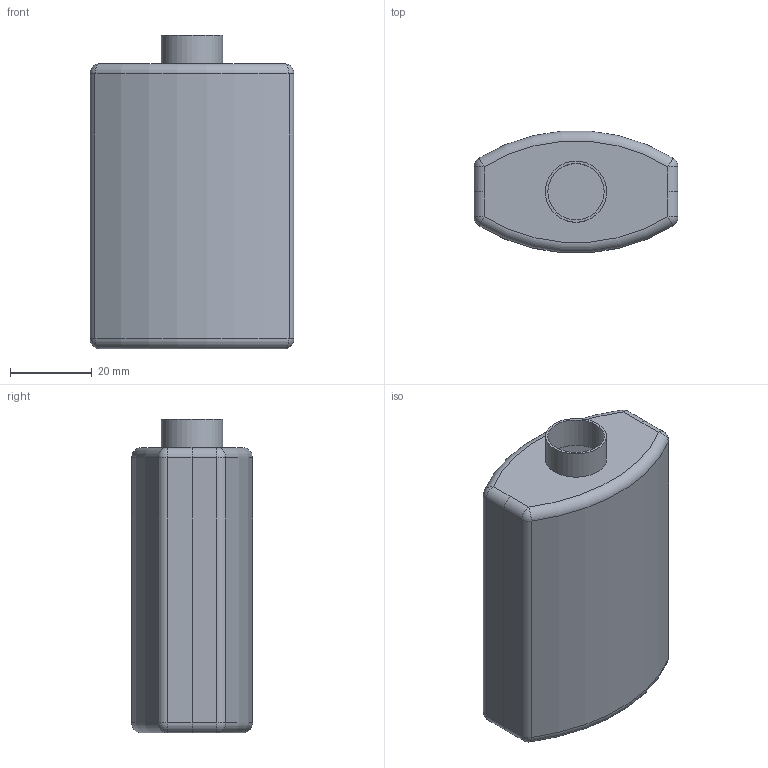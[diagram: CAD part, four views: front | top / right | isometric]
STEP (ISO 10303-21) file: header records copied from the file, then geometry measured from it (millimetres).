
FILE_DESCRIPTION(('Open CASCADE Model'),'2;1');
FILE_NAME('Open CASCADE Shape Model','2011-03-12T10:50:11',('Author'),( 'Open CASCADE'),'Open CASCADE STEP processor 6.3','Open CASCADE 6.3' ,'Unknown');
FILE_SCHEMA(('AUTOMOTIVE_DESIGN_CC2 { 1 2 10303 214 -1 1 5 4 }'));
Length unit declared in the file: millimetre
Products named in the file (1): Open CASCADE STEP translator 6.3 1
Bounding box: 50 x 29.72 x 77 mm (x, y, z)
Volume: 6949.4 mm3; surface area: 23192 mm2
Topology: 1 solids, 1 shells, 67 faces, 146 edges, 68 vertices
Faces by surface type: cylinder 30, sphere 16, plane 13, torus 8
Full cylindrical faces by diameter (mm): 13.8 x1, 15 x1
Entity records: 3696 total; most frequent: CARTESIAN_POINT 974, DIRECTION 542, ORIENTED_EDGE 260, PCURVE 260, DEFINITIONAL_REPRESENTATION 260, LINE 246, VECTOR 246, AXIS2_PLACEMENT_3D 144
